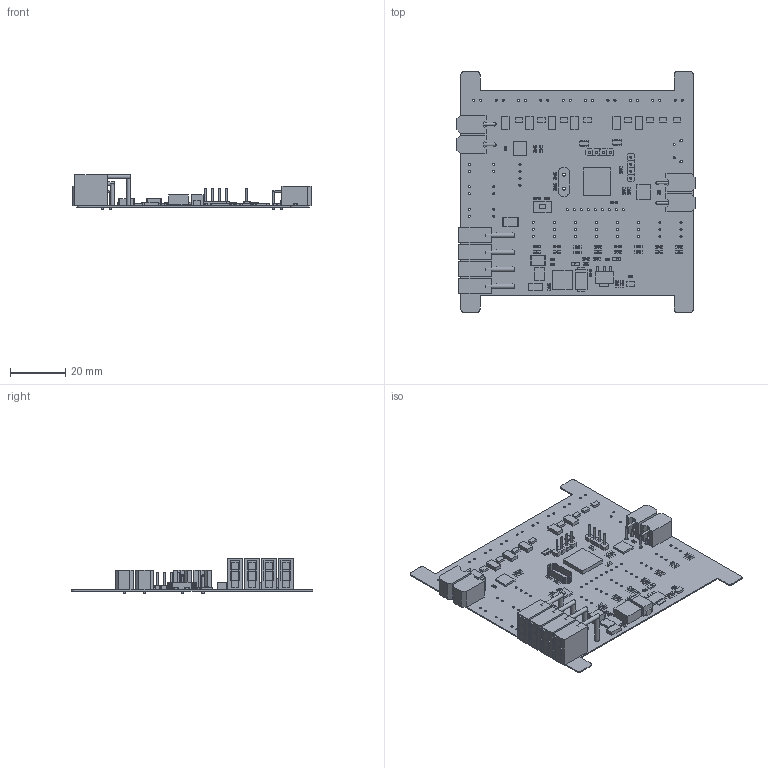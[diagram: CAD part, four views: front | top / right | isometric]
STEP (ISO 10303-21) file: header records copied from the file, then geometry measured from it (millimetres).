
FILE_DESCRIPTION(('Open CASCADE Model'),'2;1');
FILE_NAME('Open CASCADE Shape Model','2016-08-02T10:19:15',('Author'),( 'Open CASCADE'),'Open CASCADE STEP processor 6.8','Open CASCADE 6.8' ,'Unknown');
FILE_SCHEMA(('AUTOMOTIVE_DESIGN { 1 0 10303 214 1 1 1 1 }'));
Length unit declared in the file: millimetre
Products named in the file (204): PCB; BoardHeroRobot; U16HeroRobot; 699160896; Extruded; U15HeroRobot; U14HeroRobot; U13HeroRobot; U12HeroRobot; U11HeroRobot; U10HeroRobot; U9HeroRobot; U8HeroRobot; U6HeroRobot; 699165112; 699165248; 699165384; U5HeroRobot; 699164976; U4HeroRobot; 699158856; U3HeroRobot; 699160488; U2HeroRobot; 699158176; U1HeroRobot; R10HeroRobot; R0603; R9HeroRobot; R8HeroRobot; 689196560; 689196424; 689196696; 689196832; 689196968; 689197104; R7HeroRobot; R6HeroRobot; R5HeroRobot; R4HeroRobot ...
Assembly tree (320 placements, depth 4):
  PCB
    BoardHeroRobot
    U16HeroRobot
      699160896
        Extruded
    U15HeroRobot
      699160896
        Extruded
    U14HeroRobot
      699160896
        Extruded
    U13HeroRobot
      699160896
        Extruded
    U12HeroRobot
      699160896
        Extruded
    U11HeroRobot
      699160896
        Extruded
    U10HeroRobot
      699160896
        Extruded
    U9HeroRobot
      699160896
        Extruded
    U8HeroRobot
      699160896
        Extruded
    U6HeroRobot
      699165112
        Extruded
      699165248  x3
        Extruded
      699165384
        Extruded
    U5HeroRobot
      699164976
        Extruded
    U4HeroRobot
      699158856
        Extruded
    U3HeroRobot
      699160488
        Extruded
    U2HeroRobot
      699158176
        Extruded
    U1HeroRobot
      699158176
        Extruded
    R10HeroRobot
      R0603
    R9HeroRobot
      R0603
    R8HeroRobot
      689196560
        Extruded
      689196424
        Extruded
Bounding box: 86.48 x 87.63 x 12.7 mm (x, y, z)
Volume: 8836.9 mm3; surface area: 20696.9 mm2
Topology: 249 solids, 249 shells, 3544 faces, 8187 edges, 5018 vertices
Faces by surface type: plane 1968, bspline 671, cylinder 657, sphere 248
Full cylindrical faces by diameter (mm): 0.61 x8, 0.762 x101, 1.016 x2, 1.2 x8, 1.524 x16, 1.65 x8
Entity records: 60907 total; most frequent: CARTESIAN_POINT 21901, DIRECTION 6564, LINE 4022, VECTOR 4022, ORIENTED_EDGE 3396, PCURVE 3364, DEFINITIONAL_REPRESENTATION 3364, EDGE_CURVE 1682
